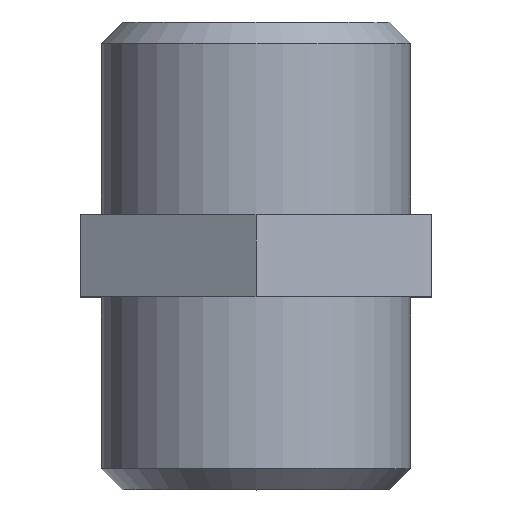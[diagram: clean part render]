
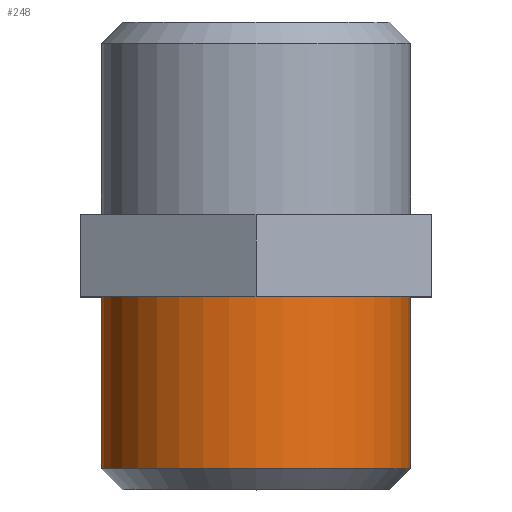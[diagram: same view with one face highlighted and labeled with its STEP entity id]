
A CAD part, top view. The second image highlights one B-rep face of the part: STEP entity #248.
In plain terms, the highlighted cylindrical face has radius 13.22 mm (diameter 26.441 mm), a full revolution.
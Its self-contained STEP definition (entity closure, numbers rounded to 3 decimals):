
#63=CYLINDRICAL_SURFACE('',#276,13.221);
#72=FACE_BOUND('',#109,.T.);
#83=FACE_OUTER_BOUND('',#108,.T.);
#108=EDGE_LOOP('',(#196));
#109=EDGE_LOOP('',(#197));
#128=CIRCLE('',#275,13.221);
#129=CIRCLE('',#277,13.221);
#138=VERTEX_POINT('',#385);
#139=VERTEX_POINT('',#388);
#160=EDGE_CURVE('',#138,#138,#128,.T.);
#161=EDGE_CURVE('',#139,#139,#129,.T.);
#196=ORIENTED_EDGE('',*,*,#161,.F.);
#197=ORIENTED_EDGE('',*,*,#160,.F.);
#248=ADVANCED_FACE('',(#83,#72),#63,.T.);
#275=AXIS2_PLACEMENT_3D('',#386,#320,#321);
#276=AXIS2_PLACEMENT_3D('',#387,#322,#323);
#277=AXIS2_PLACEMENT_3D('',#389,#324,#325);
#320=DIRECTION('center_axis',(0.,-1.,0.));
#321=DIRECTION('ref_axis',(1.,0.,0.));
#322=DIRECTION('center_axis',(0.,1.,0.));
#323=DIRECTION('ref_axis',(1.,0.,0.));
#324=DIRECTION('center_axis',(0.,1.,0.));
#325=DIRECTION('ref_axis',(1.,0.,0.));
#385=CARTESIAN_POINT('',(-13.221,-18.2,0.));
#386=CARTESIAN_POINT('Origin',(0.,-18.2,0.));
#387=CARTESIAN_POINT('Origin',(0.,0.,0.));
#388=CARTESIAN_POINT('',(-13.221,-3.5,0.));
#389=CARTESIAN_POINT('Origin',(0.,-3.5,0.));
